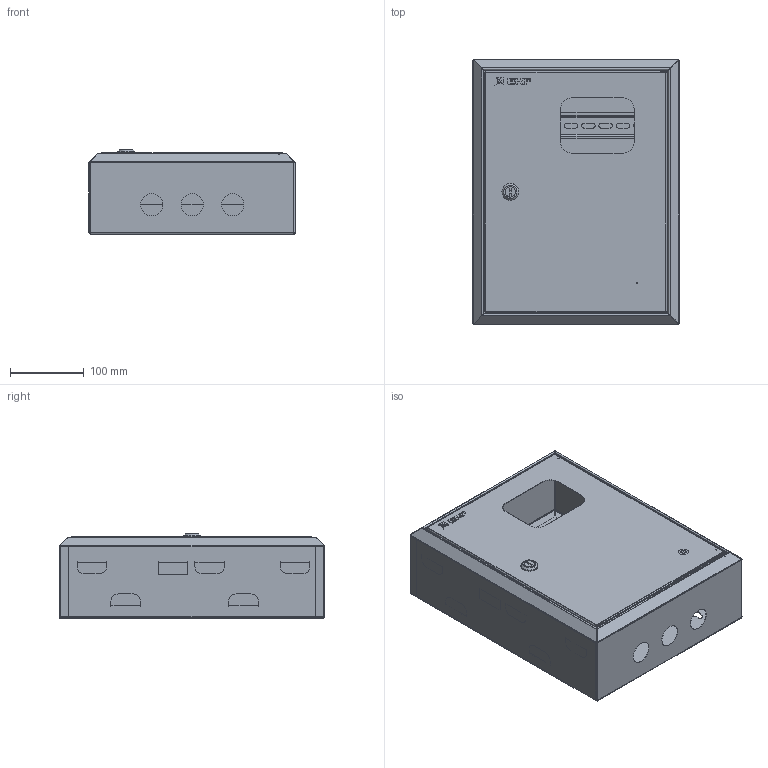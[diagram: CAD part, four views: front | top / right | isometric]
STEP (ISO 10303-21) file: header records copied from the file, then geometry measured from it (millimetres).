
FILE_DESCRIPTION (( 'STEP AP214' ), '1' );
FILE_NAME ('ﾙﾐﾓﾍ 1-12 ﾝ IP31 EKF ﾌﾈ-900.STEP', '2017-08-31T06:34:55', ( 'Admin' ), ( '' ), 'SwSTEP 2.0', 'SolidWorks 2017', '' );
FILE_SCHEMA (( 'AUTOMOTIVE_DESIGN' ));
Length unit declared in the file: millimetre
Products named in the file (31): Ãàéêà; Ïðîêëàäêà ìåòàëëè÷åñêàÿ 2; pan head cross recess screw_din_ISO 7045 - M4 x 6 - Z --- 6N; Ïðîêëàäêà; washer 6402_3_gost_丐ｩ｡ 2 6 ヮ葬 6402-70; Ïðîêëàäêà ìåòàëëè÷åñêàÿ; cross ph tapping 968_din_Screw DIN 968-ST4.2x13-C-H-N; Òåëî çàìêà; ÌÈ-900.04.00.000 Ïàíåëü âåðõíÿÿ â ñáîðå; Çàêëåïêà öèëèíäðè÷åñêàÿ Ì4 ÑÒ-Á ñ âíóòðåííåé ðåçüáîé_Œ8; ÌÈ-900.04.00.001 Ïàíåëü âåðõíÿÿ; ﾌﾈ-900.02.00.001 ﾄ粢; ÌÈ-900.03.00.000 Ïàíåëü íèæíÿÿ â ñáîðå; ﾙﾐﾓﾍ 1-12 ﾝ IP31 EKF ﾌﾈ-900; ÌÈ-900.01.00.000 Êîðïóñ â ñáîðå; ÌÈ-900.03.00.001 Ïàíåëü íèæíÿÿ; ÌÈ-900.01.02.000 Ñòåíêà çàäíÿÿ â ñáîðå; pan head cross recess screw_din_ISO 7045 - M4 x 16 - Z --- 16N; ﾌﾈ-900.01.02.002 ﾊ煇鳫; DIN-ðåéêà; ÌÈ-900.01.02.001 Ñòåíêà çàäíÿÿ; hex flange nut_din_Hexagon Flange Nut DIN 6923 - M6 - N; ÌÈ-900.01.01.000 Ñòåíêà ïðàâàÿ â ñáîðå; ÌÈ-900.02.00.000 Äâåðü â ñáîðå; Øïèëüêà Ì6õ12; 呧蜦 3D; Êðîíøòåéí 40õ40; Çàìîê ïî÷òîâûé; ÌÈ-900.01.01.001 Ñòåíêà ïðàâàÿ; ßçû÷îê 2; Âíóòðåííåå òåëî çàìêà
Assembly tree (54 placements, depth 4):
  ﾙﾐﾓﾍ 1-12 ﾝ IP31 EKF ﾌﾈ-900
    ÌÈ-900.01.00.000 Êîðïóñ â ñáîðå
      ÌÈ-900.01.01.000 Ñòåíêà ïðàâàÿ â ñáîðå
        ÌÈ-900.01.01.001 Ñòåíêà ïðàâàÿ
        Êðîíøòåéí 40õ40  x4
        Øïèëüêà Ì6õ12
      ÌÈ-900.01.02.000 Ñòåíêà çàäíÿÿ â ñáîðå
        ÌÈ-900.01.02.001 Ñòåíêà çàäíÿÿ
        Êðîíøòåéí 40õ40  x5
        ﾌﾈ-900.01.02.002 ﾊ煇鳫
    ÌÈ-900.02.00.000 Äâåðü â ñáîðå
      ﾌﾈ-900.02.00.001 ﾄ粢
      Øïèëüêà Ì6õ12
      Çàêëåïêà öèëèíäðè÷åñêàÿ Ì4 ÑÒ-Á ñ âíóòðåííåé ðåçüáîé_Œ8  x2
      Çàìîê ïî÷òîâûé
        Òåëî çàìêà
        Ïðîêëàäêà ìåòàëëè÷åñêàÿ
        washer 6402_3_gost_丐ｩ｡ 2 6 ヮ葬 6402-70
        Ïðîêëàäêà
        pan head cross recess screw_din_ISO 7045 - M4 x 6 - Z --- 6N
        Ïðîêëàäêà ìåòàëëè÷åñêàÿ 2
        Ãàéêà
        Âíóòðåííåå òåëî çàìêà
        ßçû÷îê 2
      呧蜦 3D
    hex flange nut_din_Hexagon Flange Nut DIN 6923 - M6 - N  x2
    DIN-ðåéêà  x2
    pan head cross recess screw_din_ISO 7045 - M4 x 16 - Z --- 16N  x2
    ÌÈ-900.03.00.000 Ïàíåëü íèæíÿÿ â ñáîðå
      ÌÈ-900.03.00.001 Ïàíåëü íèæíÿÿ
      Øïèëüêà Ì6õ12
    ÌÈ-900.04.00.000 Ïàíåëü âåðõíÿÿ â ñáîðå
      ÌÈ-900.04.00.001 Ïàíåëü âåðõíÿÿ
      Øïèëüêà Ì6õ12
    cross ph tapping 968_din_Screw DIN 968-ST4.2x13-C-H-N  x10
Bounding box: 280 x 360 x 114.58 mm (x, y, z)
Volume: 351450.7 mm3; surface area: 942737 mm2
Topology: 54 solids, 54 shells, 1584 faces, 3960 edges, 2509 vertices
Faces by surface type: plane 876, cylinder 426, bspline 148, cone 84, sphere 26, torus 24
Entity records: 31839 total; most frequent: CARTESIAN_POINT 8945, ORIENTED_EDGE 4340, DIRECTION 4234, EDGE_CURVE 2170, AXIS2_PLACEMENT_3D 1418, LINE 1398, VECTOR 1398, VERTEX_POINT 1353
